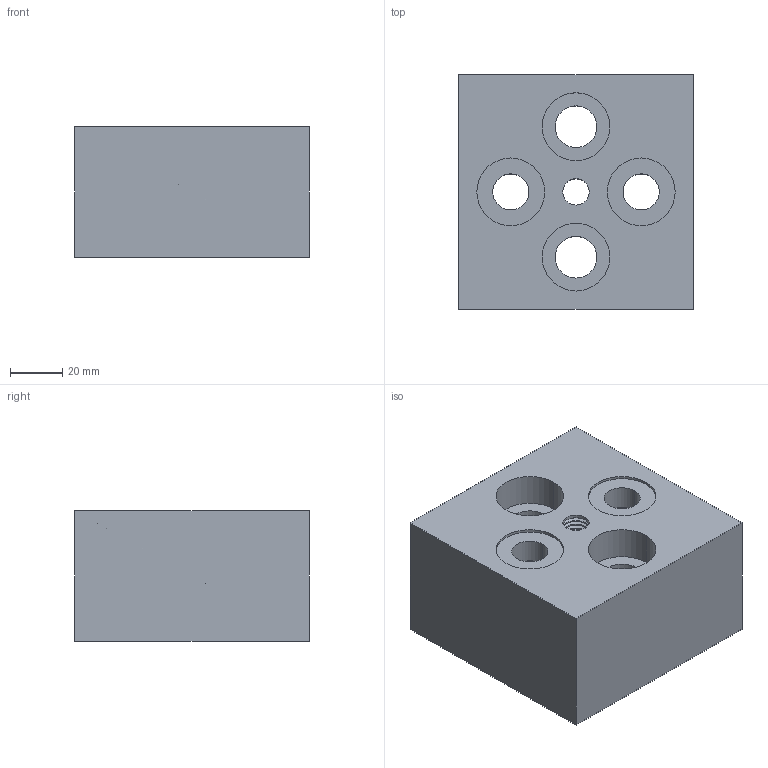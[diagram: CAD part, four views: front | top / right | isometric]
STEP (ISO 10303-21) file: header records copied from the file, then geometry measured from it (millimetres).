
FILE_DESCRIPTION(('STEP AP214'),'1');
FILE_NAME(' ',' ',('TraceParts'),('TraceParts S.A.'),'XStep 1.0',' ',' ');
FILE_SCHEMA(('automotive_design'));
Length unit declared in the file: millimetre
Products named in the file (1): 1
Bounding box: 90 x 90 x 50 mm (x, y, z)
Volume: 353645.1 mm3; surface area: 48456.4 mm2
Topology: 1 solids, 1 shells, 714 faces, 1438 edges, 732 vertices
Faces by surface type: torus 272, cone 272, cylinder 158, plane 12
Entity records: 34864 total; most frequent: DIRECTION 3864, STYLED_ITEM 2885, PRESENTATION_STYLE_ASSIGNMENT 2885, CARTESIAN_POINT 2885, COLOUR_RGB 2885, ORIENTED_EDGE 2876, AXIS2_PLACEMENT_3D 1711, EDGE_CURVE 1438
